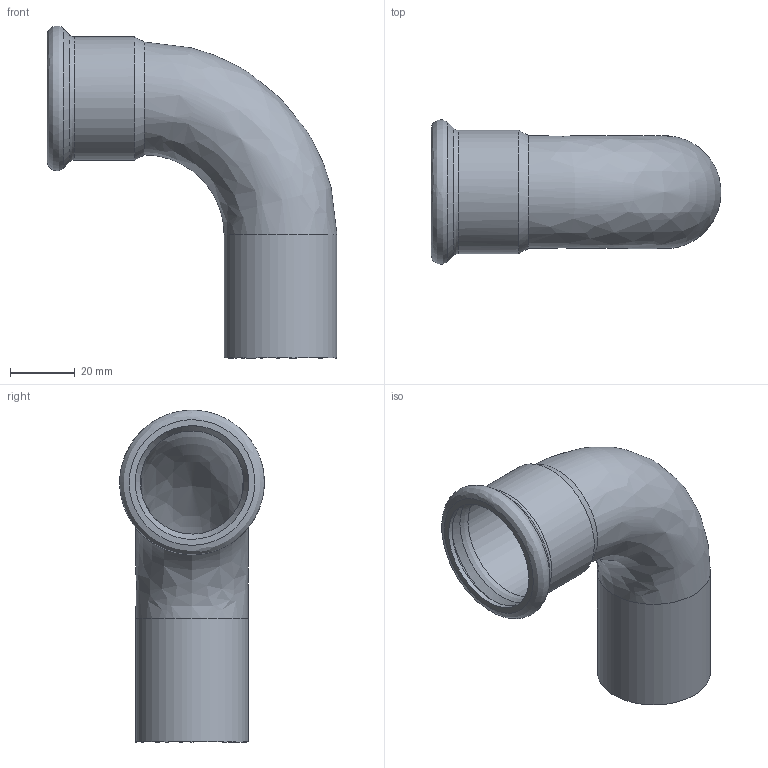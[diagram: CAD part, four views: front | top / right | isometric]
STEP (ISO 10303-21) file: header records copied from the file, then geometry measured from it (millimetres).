
FILE_DESCRIPTION(('FreeCAD Model'),'2;1');
FILE_NAME('Open CASCADE Shape Model','2025-10-20T15:02:17',('Author'),( ''),'Open CASCADE STEP processor 7.8','FreeCAD','Unknown');
FILE_SCHEMA(('AUTOMOTIVE_DESIGN { 1 0 10303 214 1 1 1 1 }'));
Length unit declared in the file: millimetre
Products named in the file (1): Solido1
Bounding box: 89.4 x 44.58 x 102.35 mm (x, y, z)
Volume: 22457.9 mm3; surface area: 30132.8 mm2
Topology: 1 solids, 1 shells, 18 faces, 55 edges, 40 vertices
Faces by surface type: bspline 18
Entity records: 943 total; most frequent: CARTESIAN_POINT 637, ORIENTED_EDGE 110, EDGE_CURVE 55, VERTEX_POINT 40, FACE_BOUND 21, EDGE_LOOP 21, ADVANCED_FACE 18, B_SPLINE_CURVE_WITH_KNOTS 9
